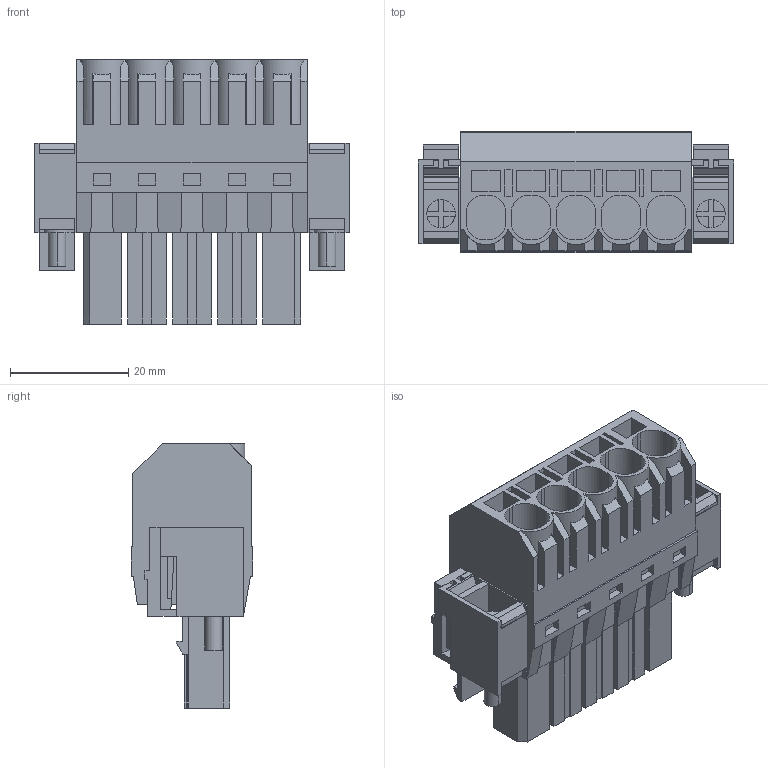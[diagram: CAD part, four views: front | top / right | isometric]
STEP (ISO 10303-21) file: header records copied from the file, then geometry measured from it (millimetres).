
FILE_DESCRIPTION(('CATIA V5 STEP Exchange','CAx-IF Rec.Pracs.--- Model Styling and Organization---1.4--- 2014-01-23'),'2;1');
FILE_NAME ('D1447937_1_1060530000_1060530000.stp','2023-09-07T12:48:54+00:00',('none'),('Weidmueller'),'CATIA Version 5-6 Release 2016 SP3 HF44','CATIA V5 STEP AP214','none');
FILE_SCHEMA(('AUTOMOTIVE_DESIGN { 1 0 10303 214 1 1 1 1 }'));
Length unit declared in the file: millimetre
Products named in the file (1): 1060530000
Bounding box: 53.34 x 20.6 x 44.7 mm (x, y, z)
Volume: 23850.9 mm3; surface area: 14360.5 mm2
Topology: 5 solids, 5 shells, 647 faces, 1854 edges, 1251 vertices
Faces by surface type: plane 606, cylinder 41
Entity records: 20140 total; most frequent: CARTESIAN_POINT 3877, ORIENTED_EDGE 3708, DIRECTION 2701, EDGE_CURVE 1854, VECTOR 1736, LINE 1736, VERTEX_POINT 1251, EDGE_LOOP 689
